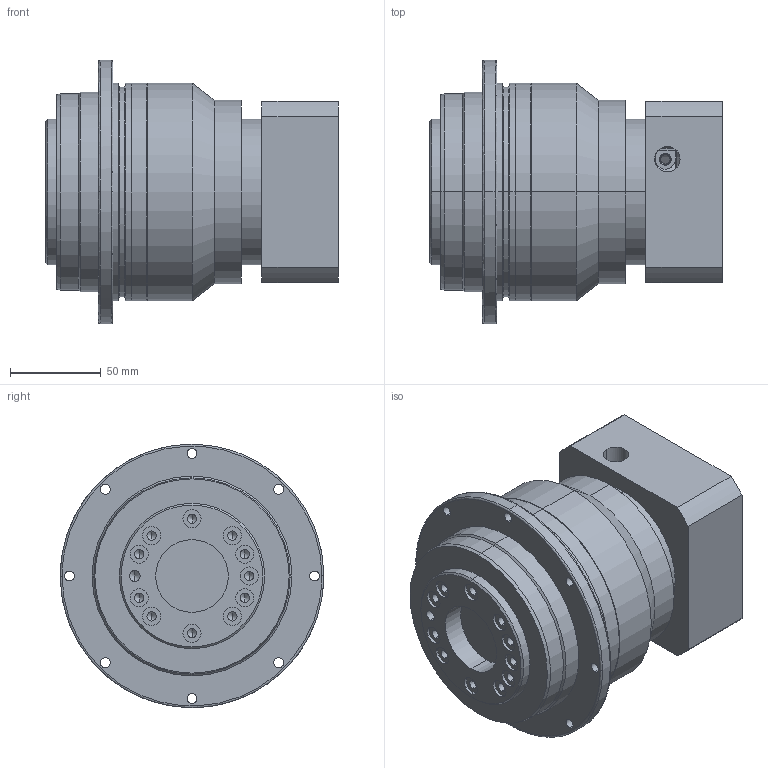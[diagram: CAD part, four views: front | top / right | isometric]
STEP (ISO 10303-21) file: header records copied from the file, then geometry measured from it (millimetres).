
FILE_DESCRIPTION (( 'STEP AP203' ), '1' );
FILE_NAME ('蚾饜极2.STEP', '2020-09-11T02:15:52', ( 'Windows 蚚誧' ), ( 'Microsoft' ), 'SwSTEP 2.0', 'SolidWorks 2017', '' );
FILE_SCHEMA (( 'CONFIG_CONTROL_DESIGN' ));
Length unit declared in the file: millimetre
Products named in the file (3): --090---95-115; TD110; 蚾饜极2
Assembly tree (2 placements, depth 2):
  蚾饜极2
    TD110
    --090---95-115
Bounding box: 161 x 145 x 145 mm (x, y, z)
Volume: 1375711.3 mm3; surface area: 174149.2 mm2
Topology: 6 solids, 6 shells, 352 faces, 833 edges, 497 vertices
Faces by surface type: cylinder 158, cone 109, plane 71, bspline 14
Entity records: 11462 total; most frequent: CARTESIAN_POINT 3080, DIRECTION 1827, ORIENTED_EDGE 1566, EDGE_CURVE 783, AXIS2_PLACEMENT_3D 754, VERTEX_POINT 497, EDGE_LOOP 432, CIRCLE 411
